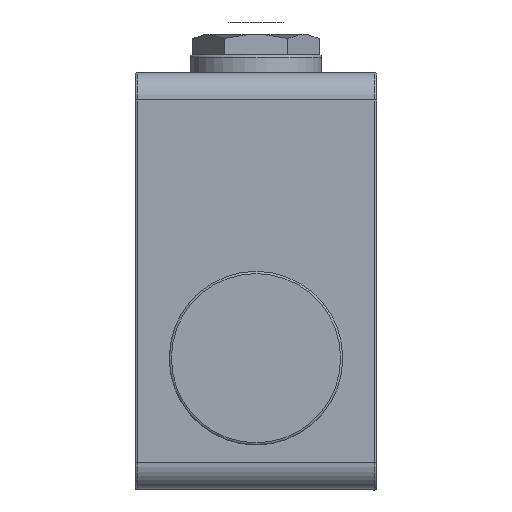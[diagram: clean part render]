
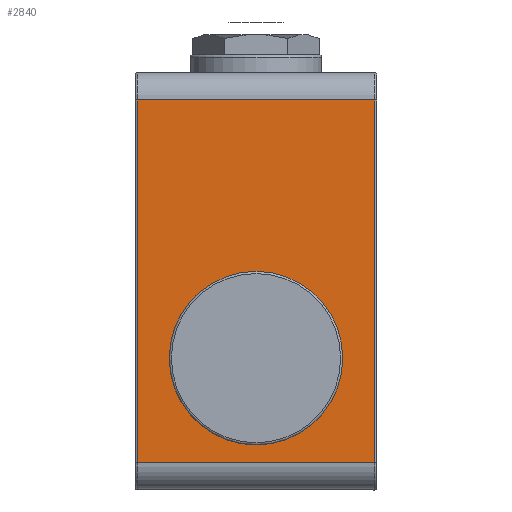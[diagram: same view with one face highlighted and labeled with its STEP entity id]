
A CAD part, left-side view. The second image highlights one B-rep face of the part: STEP entity #2840.
In plain terms, the highlighted planar face has unit normal (-1, 0, 0).
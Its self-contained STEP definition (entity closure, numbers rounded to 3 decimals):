
#59=FACE_BOUND('',#790,.T.);
#86=PLANE('',#3074);
#190=LINE('',#19941,#279);
#191=LINE('',#19943,#280);
#192=LINE('',#19945,#281);
#193=LINE('',#19946,#282);
#279=VECTOR('',#3553,10.);
#280=VECTOR('',#3554,10.);
#281=VECTOR('',#3555,10.);
#282=VECTOR('',#3556,10.);
#410=CIRCLE('',#3075,7.9);
#621=FACE_OUTER_BOUND('',#789,.T.);
#789=EDGE_LOOP('',(#2276,#2277,#2278,#2279));
#790=EDGE_LOOP('',(#2280));
#1200=VERTEX_POINT('',#19939);
#1201=VERTEX_POINT('',#19940);
#1202=VERTEX_POINT('',#19942);
#1203=VERTEX_POINT('',#19944);
#1204=VERTEX_POINT('',#19947);
#1573=EDGE_CURVE('',#1200,#1201,#190,.T.);
#1574=EDGE_CURVE('',#1200,#1202,#191,.T.);
#1575=EDGE_CURVE('',#1203,#1202,#192,.T.);
#1576=EDGE_CURVE('',#1203,#1201,#193,.T.);
#1577=EDGE_CURVE('',#1204,#1204,#410,.T.);
#2276=ORIENTED_EDGE('',*,*,#1573,.F.);
#2277=ORIENTED_EDGE('',*,*,#1574,.T.);
#2278=ORIENTED_EDGE('',*,*,#1575,.F.);
#2279=ORIENTED_EDGE('',*,*,#1576,.T.);
#2280=ORIENTED_EDGE('',*,*,#1577,.F.);
#2840=ADVANCED_FACE('',(#621,#59),#86,.F.);
#3074=AXIS2_PLACEMENT_3D('',#19938,#3551,#3552);
#3075=AXIS2_PLACEMENT_3D('',#19948,#3557,#3558);
#3551=DIRECTION('center_axis',(1.,0.,0.));
#3552=DIRECTION('ref_axis',(0.,1.,0.));
#3553=DIRECTION('',(0.,0.,1.));
#3554=DIRECTION('',(0.,-1.,0.));
#3555=DIRECTION('',(0.,0.,-1.));
#3556=DIRECTION('',(0.,1.,0.));
#3557=DIRECTION('center_axis',(-1.,0.,0.));
#3558=DIRECTION('ref_axis',(0.,1.,0.));
#19938=CARTESIAN_POINT('Origin',(6.6,0.,
7.));
#19939=CARTESIAN_POINT('',(6.6,10.8,-9.5));
#19940=CARTESIAN_POINT('',(6.6,10.8,23.5));
#19941=CARTESIAN_POINT('',(6.6,10.8,16.5));
#19942=CARTESIAN_POINT('',(6.6,-10.8,-9.5));
#19943=CARTESIAN_POINT('',(6.6,-5.5,-9.5));
#19944=CARTESIAN_POINT('',(6.6,-10.8,23.5));
#19945=CARTESIAN_POINT('',(6.6,-10.8,-2.5));
#19946=CARTESIAN_POINT('',(6.6,-5.5,23.5));
#19947=CARTESIAN_POINT('',(6.6,-7.9,0.));
#19948=CARTESIAN_POINT('Origin',(6.6,0.,0.));
